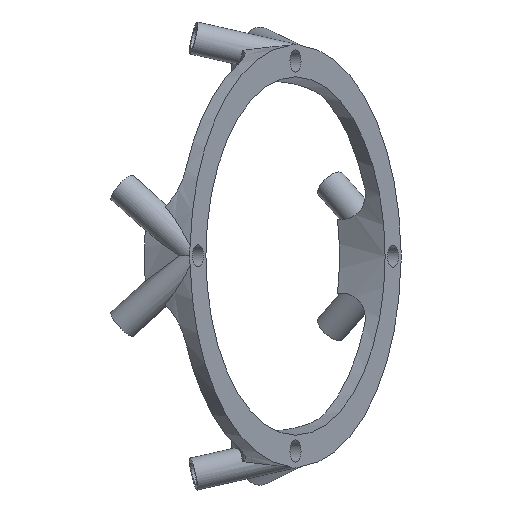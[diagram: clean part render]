
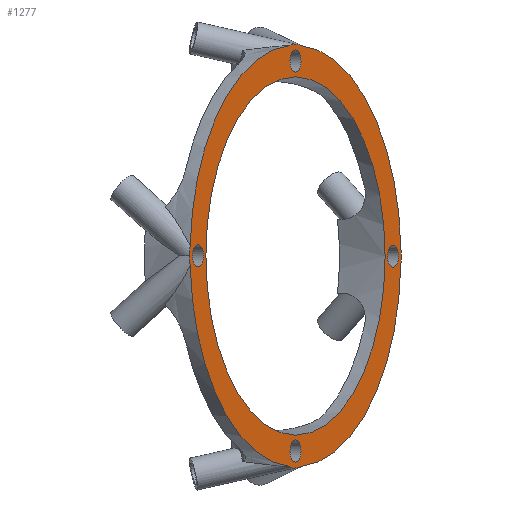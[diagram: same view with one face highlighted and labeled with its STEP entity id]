
A CAD part, top view. The second image highlights one B-rep face of the part: STEP entity #1277.
In plain terms, the highlighted planar face has unit normal (0.866, 0, 0.5).
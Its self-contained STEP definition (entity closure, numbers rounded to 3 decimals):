
#191=FACE_BOUND('',#290,.T.);
#192=FACE_BOUND('',#291,.T.);
#193=FACE_BOUND('',#292,.T.);
#194=FACE_BOUND('',#293,.T.);
#195=FACE_BOUND('',#294,.T.);
#223=FACE_OUTER_BOUND('',#289,.T.);
#289=EDGE_LOOP('',(#855,#856,#857,#858,#859,#860,#861,#862,#863,#864,#865,
#866,#867,#868));
#290=EDGE_LOOP('',(#869));
#291=EDGE_LOOP('',(#870));
#292=EDGE_LOOP('',(#871));
#293=EDGE_LOOP('',(#872));
#294=EDGE_LOOP('',(#873));
#387=CIRCLE('',#1384,40.);
#388=CIRCLE('',#1387,40.);
#389=CIRCLE('',#1390,40.);
#390=CIRCLE('',#1393,40.);
#391=CIRCLE('',#1398,2.1);
#392=CIRCLE('',#1399,2.1);
#393=CIRCLE('',#1400,34.);
#394=CIRCLE('',#1401,2.1);
#395=CIRCLE('',#1402,2.1);
#445=ELLIPSE('',#1385,4.292,3.1);
#446=ELLIPSE('',#1386,4.292,3.1);
#447=ELLIPSE('',#1388,4.07,3.1);
#448=ELLIPSE('',#1389,4.011,3.1);
#449=ELLIPSE('',#1391,4.138,3.1);
#450=ELLIPSE('',#1392,4.138,3.1);
#451=ELLIPSE('',#1394,4.011,3.1);
#452=ELLIPSE('',#1395,4.011,3.1);
#453=ELLIPSE('',#1396,4.07,3.1);
#454=ELLIPSE('',#1397,4.07,3.1);
#509=VERTEX_POINT('',#1991);
#510=VERTEX_POINT('',#1992);
#511=VERTEX_POINT('',#1994);
#512=VERTEX_POINT('',#1996);
#513=VERTEX_POINT('',#1998);
#514=VERTEX_POINT('',#2000);
#515=VERTEX_POINT('',#2002);
#516=VERTEX_POINT('',#2004);
#517=VERTEX_POINT('',#2006);
#518=VERTEX_POINT('',#2008);
#519=VERTEX_POINT('',#2010);
#520=VERTEX_POINT('',#2012);
#521=VERTEX_POINT('',#2014);
#522=VERTEX_POINT('',#2016);
#523=VERTEX_POINT('',#2019);
#524=VERTEX_POINT('',#2021);
#525=VERTEX_POINT('',#2023);
#526=VERTEX_POINT('',#2025);
#527=VERTEX_POINT('',#2027);
#649=EDGE_CURVE('',#509,#510,#387,.T.);
#650=EDGE_CURVE('',#511,#509,#445,.T.);
#651=EDGE_CURVE('',#512,#511,#446,.T.);
#652=EDGE_CURVE('',#513,#512,#388,.T.);
#653=EDGE_CURVE('',#514,#513,#447,.T.);
#654=EDGE_CURVE('',#515,#514,#448,.T.);
#655=EDGE_CURVE('',#516,#515,#389,.T.);
#656=EDGE_CURVE('',#517,#516,#449,.T.);
#657=EDGE_CURVE('',#518,#517,#450,.T.);
#658=EDGE_CURVE('',#519,#518,#390,.T.);
#659=EDGE_CURVE('',#520,#519,#451,.T.);
#660=EDGE_CURVE('',#521,#520,#452,.T.);
#661=EDGE_CURVE('',#522,#521,#453,.T.);
#662=EDGE_CURVE('',#510,#522,#454,.T.);
#663=EDGE_CURVE('',#523,#523,#391,.T.);
#664=EDGE_CURVE('',#524,#524,#392,.T.);
#665=EDGE_CURVE('',#525,#525,#393,.T.);
#666=EDGE_CURVE('',#526,#526,#394,.T.);
#667=EDGE_CURVE('',#527,#527,#395,.T.);
#855=ORIENTED_EDGE('',*,*,#649,.F.);
#856=ORIENTED_EDGE('',*,*,#650,.F.);
#857=ORIENTED_EDGE('',*,*,#651,.F.);
#858=ORIENTED_EDGE('',*,*,#652,.F.);
#859=ORIENTED_EDGE('',*,*,#653,.F.);
#860=ORIENTED_EDGE('',*,*,#654,.F.);
#861=ORIENTED_EDGE('',*,*,#655,.F.);
#862=ORIENTED_EDGE('',*,*,#656,.F.);
#863=ORIENTED_EDGE('',*,*,#657,.F.);
#864=ORIENTED_EDGE('',*,*,#658,.F.);
#865=ORIENTED_EDGE('',*,*,#659,.F.);
#866=ORIENTED_EDGE('',*,*,#660,.F.);
#867=ORIENTED_EDGE('',*,*,#661,.F.);
#868=ORIENTED_EDGE('',*,*,#662,.F.);
#869=ORIENTED_EDGE('',*,*,#663,.F.);
#870=ORIENTED_EDGE('',*,*,#664,.T.);
#871=ORIENTED_EDGE('',*,*,#665,.F.);
#872=ORIENTED_EDGE('',*,*,#666,.T.);
#873=ORIENTED_EDGE('',*,*,#667,.F.);
#1249=PLANE('',#1383);
#1277=ADVANCED_FACE('',(#223,#191,#192,#193,#194,#195),#1249,.F.);
#1383=AXIS2_PLACEMENT_3D('',#1990,#1597,#1598);
#1384=AXIS2_PLACEMENT_3D('',#1993,#1599,#1600);
#1385=AXIS2_PLACEMENT_3D('',#1995,#1601,#1602);
#1386=AXIS2_PLACEMENT_3D('',#1997,#1603,#1604);
#1387=AXIS2_PLACEMENT_3D('',#1999,#1605,#1606);
#1388=AXIS2_PLACEMENT_3D('',#2001,#1607,#1608);
#1389=AXIS2_PLACEMENT_3D('',#2003,#1609,#1610);
#1390=AXIS2_PLACEMENT_3D('',#2005,#1611,#1612);
#1391=AXIS2_PLACEMENT_3D('',#2007,#1613,#1614);
#1392=AXIS2_PLACEMENT_3D('',#2009,#1615,#1616);
#1393=AXIS2_PLACEMENT_3D('',#2011,#1617,#1618);
#1394=AXIS2_PLACEMENT_3D('',#2013,#1619,#1620);
#1395=AXIS2_PLACEMENT_3D('',#2015,#1621,#1622);
#1396=AXIS2_PLACEMENT_3D('',#2017,#1623,#1624);
#1397=AXIS2_PLACEMENT_3D('',#2018,#1625,#1626);
#1398=AXIS2_PLACEMENT_3D('',#2020,#1627,#1628);
#1399=AXIS2_PLACEMENT_3D('',#2022,#1629,#1630);
#1400=AXIS2_PLACEMENT_3D('',#2024,#1631,#1632);
#1401=AXIS2_PLACEMENT_3D('',#2026,#1633,#1634);
#1402=AXIS2_PLACEMENT_3D('',#2028,#1635,#1636);
#1597=DIRECTION('center_axis',(-0.866,0.,
-0.5));
#1598=DIRECTION('ref_axis',(0.,-1.,0.));
#1599=DIRECTION('center_axis',(-0.866,0.,
-0.5));
#1600=DIRECTION('ref_axis',(0.,-1.,0.));
#1601=DIRECTION('center_axis',(-0.866,0.,
-0.5));
#1602=DIRECTION('ref_axis',(-0.047,0.996,0.081));
#1603=DIRECTION('center_axis',(-0.866,0.,
-0.5));
#1604=DIRECTION('ref_axis',(0.047,0.996,-0.081));
#1605=DIRECTION('center_axis',(-0.866,0.,
-0.5));
#1606=DIRECTION('ref_axis',(0.,-1.,0.));
#1607=DIRECTION('center_axis',(-0.866,0.,
-0.5));
#1608=DIRECTION('ref_axis',(0.483,0.26,-0.836));
#1609=DIRECTION('center_axis',(-0.866,0.,
-0.5));
#1610=DIRECTION('ref_axis',(-0.469,0.344,0.813));
#1611=DIRECTION('center_axis',(-0.866,0.,
-0.5));
#1612=DIRECTION('ref_axis',(0.,-1.,0.));
#1613=DIRECTION('center_axis',(-0.866,0.,
-0.5));
#1614=DIRECTION('ref_axis',(-0.107,0.977,0.186));
#1615=DIRECTION('center_axis',(-0.866,0.,
-0.5));
#1616=DIRECTION('ref_axis',(-0.107,-0.977,0.186));
#1617=DIRECTION('center_axis',(-0.866,0.,
-0.5));
#1618=DIRECTION('ref_axis',(0.,-1.,0.));
#1619=DIRECTION('center_axis',(-0.866,0.,
-0.5));
#1620=DIRECTION('ref_axis',(0.469,0.344,-0.813));
#1621=DIRECTION('center_axis',(-0.866,0.,
-0.5));
#1622=DIRECTION('ref_axis',(0.469,0.344,-0.813));
#1623=DIRECTION('center_axis',(-0.866,0.,
-0.5));
#1624=DIRECTION('ref_axis',(-0.483,0.26,0.836));
#1625=DIRECTION('center_axis',(-0.866,0.,
-0.5));
#1626=DIRECTION('ref_axis',(-0.483,0.26,0.836));
#1627=DIRECTION('center_axis',(0.866,0.,
0.5));
#1628=DIRECTION('ref_axis',(0.,-1.,0.));
#1629=DIRECTION('center_axis',(-0.866,0.,
-0.5));
#1630=DIRECTION('ref_axis',(0.,-1.,0.));
#1631=DIRECTION('center_axis',(0.866,0.,
0.5));
#1632=DIRECTION('ref_axis',(0.,-1.,0.));
#1633=DIRECTION('center_axis',(-0.866,0.,
-0.5));
#1634=DIRECTION('ref_axis',(0.,-1.,0.));
#1635=DIRECTION('center_axis',(0.866,0.,
0.5));
#1636=DIRECTION('ref_axis',(0.,-1.,0.));
#1990=CARTESIAN_POINT('Origin',(80.702,0.,40.22));
#1991=CARTESIAN_POINT('',(100.687,-1.526,5.604));
#1992=CARTESIAN_POINT('',(81.691,-39.951,38.507));
#1993=CARTESIAN_POINT('Origin',(80.702,0.,40.22));
#1994=CARTESIAN_POINT('',(100.755,0.,5.487));
#1995=CARTESIAN_POINT('Origin',(99.202,0.,8.177));
#1996=CARTESIAN_POINT('',(100.687,1.526,5.604));
#1997=CARTESIAN_POINT('Origin',(99.202,0.,8.177));
#1998=CARTESIAN_POINT('',(81.691,39.951,38.507));
#1999=CARTESIAN_POINT('Origin',(80.702,0.,40.22));
#2000=CARTESIAN_POINT('',(80.766,40.157,40.109));
#2001=CARTESIAN_POINT('Origin',(80.702,37.,40.22));
#2002=CARTESIAN_POINT('',(79.618,39.941,42.098));
#2003=CARTESIAN_POINT('Origin',(80.702,37.,40.22));
#2004=CARTESIAN_POINT('',(60.724,1.893,74.822));
#2005=CARTESIAN_POINT('Origin',(80.702,0.,40.22));
#2006=CARTESIAN_POINT('',(60.636,0.,74.975));
#2007=CARTESIAN_POINT('Origin',(62.202,0.,72.263));
#2008=CARTESIAN_POINT('',(60.724,-1.893,74.822));
#2009=CARTESIAN_POINT('Origin',(62.202,0.,
72.263));
#2010=CARTESIAN_POINT('',(79.618,-39.941,42.098));
#2011=CARTESIAN_POINT('Origin',(80.702,0.,40.22));
#2012=CARTESIAN_POINT('',(80.645,-40.191,40.319));
#2013=CARTESIAN_POINT('Origin',(80.702,-37.,40.22));
#2014=CARTESIAN_POINT('',(80.766,-40.157,40.109));
#2015=CARTESIAN_POINT('Origin',(80.702,-37.,40.22));
#2016=CARTESIAN_POINT('',(81.523,-40.048,38.797));
#2017=CARTESIAN_POINT('Origin',(80.702,-37.,40.22));
#2018=CARTESIAN_POINT('Origin',(80.702,-37.,40.22));
#2019=CARTESIAN_POINT('',(80.702,-34.9,40.22));
#2020=CARTESIAN_POINT('Origin',(80.702,-37.,40.22));
#2021=CARTESIAN_POINT('',(99.202,2.1,8.177));
#2022=CARTESIAN_POINT('Origin',(99.202,0.,8.177));
#2023=CARTESIAN_POINT('',(80.702,34.,40.22));
#2024=CARTESIAN_POINT('Origin',(80.702,0.,40.22));
#2025=CARTESIAN_POINT('',(62.202,2.1,72.263));
#2026=CARTESIAN_POINT('Origin',(62.202,0.,
72.263));
#2027=CARTESIAN_POINT('',(80.702,39.1,40.22));
#2028=CARTESIAN_POINT('Origin',(80.702,37.,40.22));
